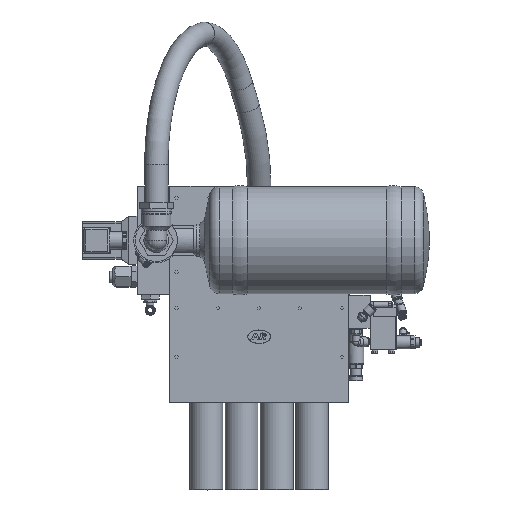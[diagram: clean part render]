
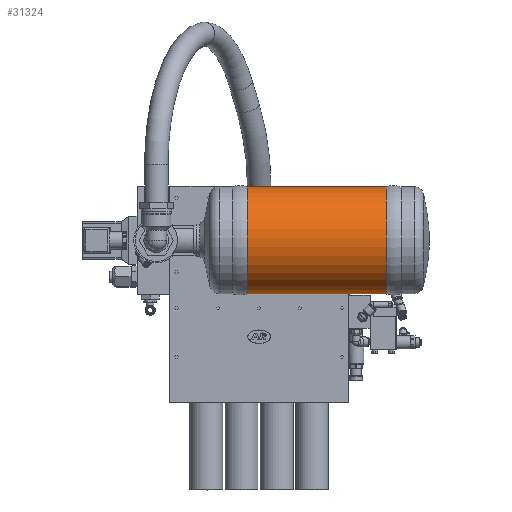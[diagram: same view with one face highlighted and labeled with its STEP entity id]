
A CAD part, top view. The second image highlights one B-rep face of the part: STEP entity #31324.
In plain terms, the highlighted cylindrical face has radius 57 mm (diameter 114 mm), a partial arc.
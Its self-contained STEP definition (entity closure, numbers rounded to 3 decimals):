
#890=LINE('',#46276,#3757);
#891=LINE('',#46280,#3758);
#3757=VECTOR('',#36677,57.);
#3758=VECTOR('',#36680,1.);
#6707=CYLINDRICAL_SURFACE('',#34040,57.);
#9003=FACE_OUTER_BOUND('',#10926,.T.);
#10926=EDGE_LOOP('',(#25621,#25622,#25623,#25624));
#12845=CIRCLE('',#34024,57.);
#12856=CIRCLE('',#34041,57.);
#13824=VERTEX_POINT('',#46274);
#13825=VERTEX_POINT('',#46275);
#13826=VERTEX_POINT('',#46277);
#13827=VERTEX_POINT('',#46279);
#17074=EDGE_CURVE('',#13824,#13825,#890,.T.);
#17076=EDGE_CURVE('',#13827,#13826,#891,.T.);
#18988=EDGE_CURVE('',#13824,#13826,#12845,.T.);
#19004=EDGE_CURVE('',#13825,#13827,#12856,.T.);
#25621=ORIENTED_EDGE('',*,*,#17074,.T.);
#25622=ORIENTED_EDGE('',*,*,#19004,.T.);
#25623=ORIENTED_EDGE('',*,*,#17076,.T.);
#25624=ORIENTED_EDGE('',*,*,#18988,.F.);
#31324=ADVANCED_FACE('',(#9003),#6707,.T.);
#34024=AXIS2_PLACEMENT_3D('',#51602,#40374,#40375);
#34040=AXIS2_PLACEMENT_3D('',#51649,#40409,#40410);
#34041=AXIS2_PLACEMENT_3D('',#51650,#40411,#40412);
#36677=DIRECTION('',(1.,0.,0.));
#36680=DIRECTION('',(-1.,0.,0.));
#40374=DIRECTION('center_axis',(-1.,0.,0.));
#40375=DIRECTION('ref_axis',(0.,0.999,-0.04));
#40409=DIRECTION('center_axis',(-1.,0.,0.));
#40410=DIRECTION('ref_axis',(0.,0.999,-0.04));
#40411=DIRECTION('center_axis',(-1.,0.,0.));
#40412=DIRECTION('ref_axis',(0.,0.999,-0.04));
#46274=CARTESIAN_POINT('',(-14.198,115.545,124.018));
#46275=CARTESIAN_POINT('',(133.5,115.545,124.018));
#46276=CARTESIAN_POINT('',(87.151,115.545,124.018));
#46277=CARTESIAN_POINT('',(-14.198,170.231,64.795));
#46279=CARTESIAN_POINT('',(133.5,170.231,64.795));
#46280=CARTESIAN_POINT('',(87.151,170.231,64.795));
#51602=CARTESIAN_POINT('Origin',(-14.198,172.499,121.75));
#51649=CARTESIAN_POINT('Origin',(87.151,172.499,121.75));
#51650=CARTESIAN_POINT('Origin',(133.5,172.499,121.75));
